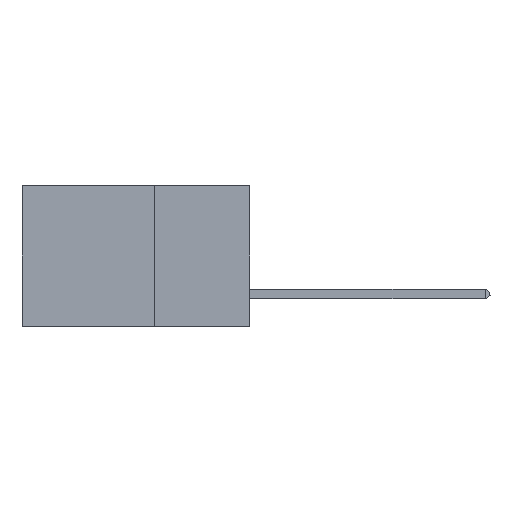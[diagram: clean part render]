
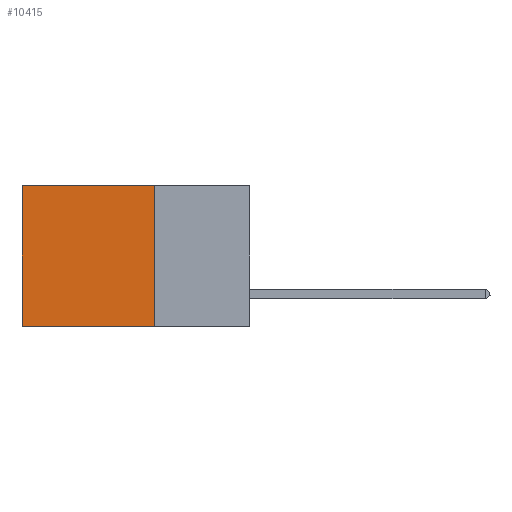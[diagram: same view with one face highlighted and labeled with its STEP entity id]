
A CAD part, left-side view. The second image highlights one B-rep face of the part: STEP entity #10415.
In plain terms, the highlighted planar face has unit normal (-1, 0, 0).
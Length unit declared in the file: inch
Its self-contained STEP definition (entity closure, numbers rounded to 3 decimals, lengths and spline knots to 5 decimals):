
#245 = CARTESIAN_POINT ( 'NONE',  ( 0.2875, 0.25, 0. ) ) ;
#1361 = FACE_OUTER_BOUND ( 'NONE', #16355, .T. ) ;
#1552 = LINE ( 'NONE', #9401, #6801 ) ;
#2587 = VERTEX_POINT ( 'NONE', #15262 ) ;
#2741 = VECTOR ( 'NONE', #7906, 39.37008 ) ;
#3337 = AXIS2_PLACEMENT_3D ( 'NONE', #7496, #7714, #3816 ) ;
#3716 = DIRECTION ( 'NONE',  ( 0., 1., 0. ) ) ;
#3763 = PLANE ( 'NONE',  #3337 ) ;
#3816 = DIRECTION ( 'NONE',  ( 0., 0., -1. ) ) ;
#3825 = CARTESIAN_POINT ( 'NONE',  ( 0.2875, 0.25, 0. ) ) ;
#4621 = VECTOR ( 'NONE', #6439, 39.37008 ) ;
#6367 = CARTESIAN_POINT ( 'NONE',  ( 0.2875, 0.25, 0. ) ) ;
#6376 = EDGE_CURVE ( 'NONE', #15788, #15357, #14875, .T. ) ;
#6439 = DIRECTION ( 'NONE',  ( 0., 0., -1. ) ) ;
#6760 = DIRECTION ( 'NONE',  ( 0., 1., 0. ) ) ;
#6801 = VECTOR ( 'NONE', #6760, 39.37008 ) ;
#7005 = CARTESIAN_POINT ( 'NONE',  ( 0.2875, 0.6, -0.37 ) ) ;
#7496 = CARTESIAN_POINT ( 'NONE',  ( 0.2875, 0.25, 0. ) ) ;
#7714 = DIRECTION ( 'NONE',  ( 1., 0., 0. ) ) ;
#7906 = DIRECTION ( 'NONE',  ( 0., 0., -1. ) ) ;
#8048 = LINE ( 'NONE', #11581, #4621 ) ;
#8674 = ORIENTED_EDGE ( 'NONE', *, *, #6376, .F. ) ;
#9042 = VECTOR ( 'NONE', #3716, 39.37008 ) ;
#9248 = VERTEX_POINT ( 'NONE', #7005 ) ;
#9401 = CARTESIAN_POINT ( 'NONE',  ( 0.2875, 0.25, -0.37 ) ) ;
#9515 = ORIENTED_EDGE ( 'NONE', *, *, #10684, .F. ) ;
#10415 = ADVANCED_FACE ( 'NONE', ( #1361 ), #3763, .F. ) ;
#10676 = CARTESIAN_POINT ( 'NONE',  ( 0.2875, 0.25, -0.37 ) ) ;
#10684 = EDGE_CURVE ( 'NONE', #15357, #9248, #1552, .T. ) ;
#11581 = CARTESIAN_POINT ( 'NONE',  ( 0.2875, 0.6, 0. ) ) ;
#11689 = LINE ( 'NONE', #3825, #9042 ) ;
#13827 = ORIENTED_EDGE ( 'NONE', *, *, #16344, .T. ) ;
#14630 = ORIENTED_EDGE ( 'NONE', *, *, #16320, .T. ) ;
#14875 = LINE ( 'NONE', #245, #2741 ) ;
#15262 = CARTESIAN_POINT ( 'NONE',  ( 0.2875, 0.6, 0. ) ) ;
#15357 = VERTEX_POINT ( 'NONE', #10676 ) ;
#15788 = VERTEX_POINT ( 'NONE', #6367 ) ;
#16320 = EDGE_CURVE ( 'NONE', #15788, #2587, #11689, .T. ) ;
#16344 = EDGE_CURVE ( 'NONE', #2587, #9248, #8048, .T. ) ;
#16355 = EDGE_LOOP ( 'NONE', ( #13827, #9515, #8674, #14630 ) ) ;
